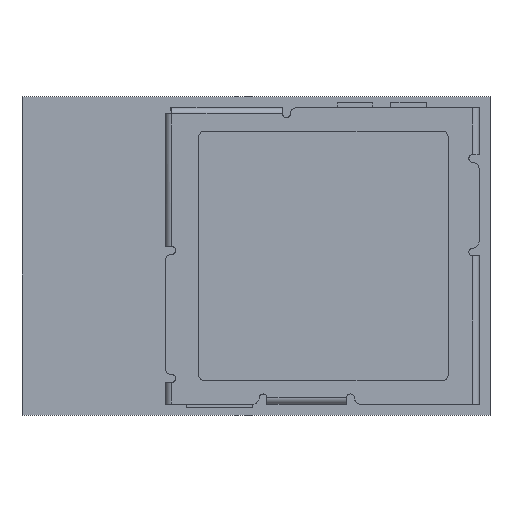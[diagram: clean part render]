
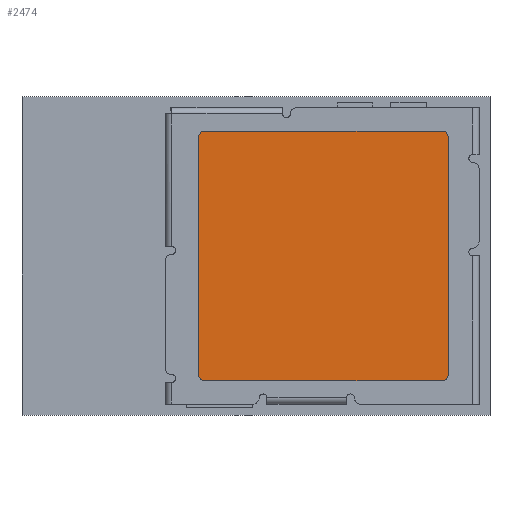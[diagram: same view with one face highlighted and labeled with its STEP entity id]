
A CAD part, top view. The second image highlights one B-rep face of the part: STEP entity #2474.
In plain terms, the highlighted planar face has unit normal (0, 0, 1).
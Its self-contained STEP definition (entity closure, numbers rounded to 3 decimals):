
#2206 = EDGE_CURVE('',#2207,#2209,#2211,.T.);
#2207 = VERTEX_POINT('',#2208);
#2208 = CARTESIAN_POINT('',(6.165,3.799,1.9));
#2209 = VERTEX_POINT('',#2210);
#2210 = CARTESIAN_POINT('',(5.965,3.999,1.9));
#2211 = CIRCLE('',#2212,0.2);
#2212 = AXIS2_PLACEMENT_3D('',#2213,#2214,#2215);
#2213 = CARTESIAN_POINT('',(5.965,3.799,1.9));
#2214 = DIRECTION('',(0.,0.,1.));
#2215 = DIRECTION('',(1.,0.,0.));
#2248 = EDGE_CURVE('',#2209,#2249,#2251,.T.);
#2249 = VERTEX_POINT('',#2250);
#2250 = CARTESIAN_POINT('',(-1.641,3.999,1.9));
#2251 = LINE('',#2252,#2253);
#2252 = CARTESIAN_POINT('',(5.965,3.999,1.9));
#2253 = VECTOR('',#2254,1.);
#2254 = DIRECTION('',(-1.,0.,0.));
#2279 = EDGE_CURVE('',#2249,#2280,#2282,.T.);
#2280 = VERTEX_POINT('',#2281);
#2281 = CARTESIAN_POINT('',(-1.841,3.799,1.9));
#2282 = CIRCLE('',#2283,0.2);
#2283 = AXIS2_PLACEMENT_3D('',#2284,#2285,#2286);
#2284 = CARTESIAN_POINT('',(-1.641,3.799,1.9));
#2285 = DIRECTION('',(0.,0.,1.));
#2286 = DIRECTION('',(1.,0.,0.));
#2312 = EDGE_CURVE('',#2280,#2313,#2315,.T.);
#2313 = VERTEX_POINT('',#2314);
#2314 = CARTESIAN_POINT('',(-1.841,-3.799,1.9));
#2315 = LINE('',#2316,#2317);
#2316 = CARTESIAN_POINT('',(-1.841,3.799,1.9));
#2317 = VECTOR('',#2318,1.);
#2318 = DIRECTION('',(0.,-1.,0.));
#2343 = EDGE_CURVE('',#2313,#2344,#2346,.T.);
#2344 = VERTEX_POINT('',#2345);
#2345 = CARTESIAN_POINT('',(-1.641,-3.999,1.9));
#2346 = CIRCLE('',#2347,0.2);
#2347 = AXIS2_PLACEMENT_3D('',#2348,#2349,#2350);
#2348 = CARTESIAN_POINT('',(-1.641,-3.799,1.9));
#2349 = DIRECTION('',(0.,0.,1.));
#2350 = DIRECTION('',(1.,0.,0.));
#2376 = EDGE_CURVE('',#2344,#2377,#2379,.T.);
#2377 = VERTEX_POINT('',#2378);
#2378 = CARTESIAN_POINT('',(5.965,-3.999,1.9));
#2379 = LINE('',#2380,#2381);
#2380 = CARTESIAN_POINT('',(5.965,-3.999,1.9));
#2381 = VECTOR('',#2382,1.);
#2382 = DIRECTION('',(1.,0.,0.));
#2407 = EDGE_CURVE('',#2377,#2408,#2410,.T.);
#2408 = VERTEX_POINT('',#2409);
#2409 = CARTESIAN_POINT('',(6.165,-3.799,1.9));
#2410 = CIRCLE('',#2411,0.2);
#2411 = AXIS2_PLACEMENT_3D('',#2412,#2413,#2414);
#2412 = CARTESIAN_POINT('',(5.965,-3.799,1.9));
#2413 = DIRECTION('',(0.,0.,1.));
#2414 = DIRECTION('',(1.,0.,0.));
#2440 = EDGE_CURVE('',#2408,#2207,#2441,.T.);
#2441 = LINE('',#2442,#2443);
#2442 = CARTESIAN_POINT('',(6.165,3.799,1.9));
#2443 = VECTOR('',#2444,1.);
#2444 = DIRECTION('',(0.,1.,0.));
#2474 = ADVANCED_FACE('',(#2475),#2485,.T.);
#2475 = FACE_BOUND('',#2476,.T.);
#2476 = EDGE_LOOP('',(#2477,#2478,#2479,#2480,#2481,#2482,#2483,#2484));
#2477 = ORIENTED_EDGE('',*,*,#2440,.T.);
#2478 = ORIENTED_EDGE('',*,*,#2206,.T.);
#2479 = ORIENTED_EDGE('',*,*,#2248,.T.);
#2480 = ORIENTED_EDGE('',*,*,#2279,.T.);
#2481 = ORIENTED_EDGE('',*,*,#2312,.T.);
#2482 = ORIENTED_EDGE('',*,*,#2343,.T.);
#2483 = ORIENTED_EDGE('',*,*,#2376,.T.);
#2484 = ORIENTED_EDGE('',*,*,#2407,.T.);
#2485 = PLANE('',#2486);
#2486 = AXIS2_PLACEMENT_3D('',#2487,#2488,#2489);
#2487 = CARTESIAN_POINT('',(0.,0.,1.9));
#2488 = DIRECTION('',(0.,0.,1.));
#2489 = DIRECTION('',(1.,0.,0.));
